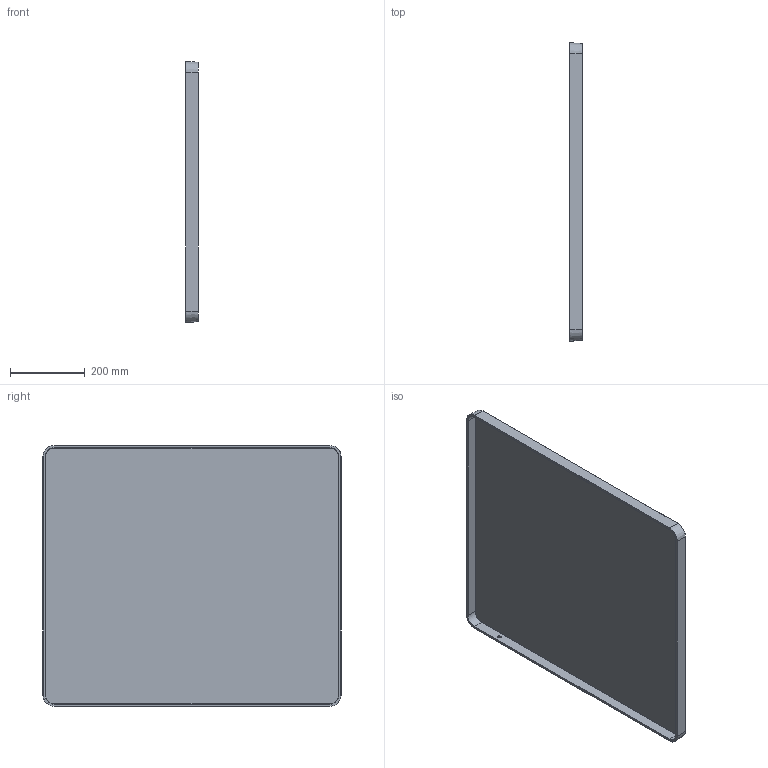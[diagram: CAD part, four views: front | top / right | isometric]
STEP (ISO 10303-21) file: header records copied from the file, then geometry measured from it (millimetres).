
FILE_DESCRIPTION(('CATIA V6 STEP','CAx-IF Rec.Pracs.--- Model Styling and Organization---1.5--- 2016-08-15','CAx-IF Rec.Pracs.---Supplemental Geometry---1.0---2011-11-01','CAx-IF Rec.Pracs.--- Composite Materials ---3.4---2017-06-13','CAx-IF Rec.Pracs.---Tessellated 3D Geometry---1.0---2015-12-17'),'2;1');
FILE_NAME('prd-HG-00535220.stp','2023-10-13T12:59:05+00:00',('none'),('none'),'3DEXPERIENCE Platform3DEXPERIENCE R2021x HotFix 8','3DEXPERIENCE Platform STEP AP242 v2','none');
FILE_SCHEMA(('AP242_MANAGED_MODEL_BASED_3D_ENGINEERING_MIM_LF {1 0 10303 442 1 1 4}'));
Length unit declared in the file: millimetre
Products named in the file (4): P-2_HG_Xarita_Lite_Q_Spie_800_hor_LED_IR; Luna Good Mirror_TOP_55_R23_787X687; P-2_Good_mirror_Frame_800X700; P-2_CAD22.1877
Assembly tree (3 placements, depth 2):
  P-2_HG_Xarita_Lite_Q_Spie_800_hor_LED_IR
    Luna Good Mirror_TOP_55_R23_787X687
    P-2_Good_mirror_Frame_800X700
    P-2_CAD22.1877
Bounding box: 33 x 799.98 x 700.6 mm (x, y, z)
Volume: 2641655 mm3; surface area: 1320417.2 mm2
Topology: 3 solids, 3 shells, 210 faces, 599 edges, 410 vertices
Faces by surface type: plane 69, cylinder 64, torus 34, bspline 28, cone 15
Entity records: 7795 total; most frequent: CARTESIAN_POINT 2687, ORIENTED_EDGE 1198, DIRECTION 751, EDGE_CURVE 599, VERTEX_POINT 410, AXIS2_PLACEMENT_3D 375, EDGE_LOOP 231, VECTOR 224
